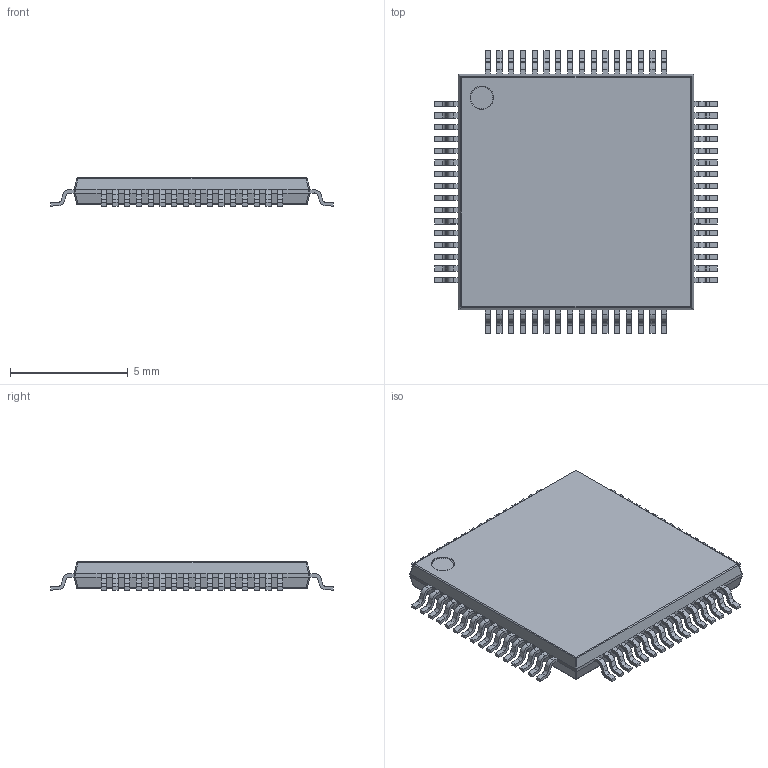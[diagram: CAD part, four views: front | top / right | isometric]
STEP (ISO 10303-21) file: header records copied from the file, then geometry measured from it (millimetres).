
FILE_DESCRIPTION (( 'STEP AP214' ), '1' );
FILE_NAME ('QFP50P1200X1200X120-64N_JEDEC_MS-026ACD.STEP', '2010-04-06T20:43:09', ( 'Sasa Jovanovic' ), ( 'S' ), 'SwSTEP 2.0', 'SolidWorks 2008', '' );
FILE_SCHEMA (( 'AUTOMOTIVE_DESIGN' ));
Length unit declared in the file: millimetre
Products named in the file (1): QFP50P1200X1200X120-64N_JEDEC_MS-026ACD
Bounding box: 12.02 x 12.02 x 1.2 mm (x, y, z)
Volume: 115.4 mm3; surface area: 297.8 mm2
Topology: 1 solids, 1 shells, 975 faces, 2634 edges, 1662 vertices
Faces by surface type: plane 655, cylinder 310, sphere 8, torus 2
Entity records: 39542 total; most frequent: CARTESIAN_POINT 5344, ORIENTED_EDGE 5268, DIRECTION 5170, EDGE_CURVE 2634, VECTOR 2002, LINE 2002, VERTEX_POINT 1662, AXIS2_PLACEMENT_3D 1584
